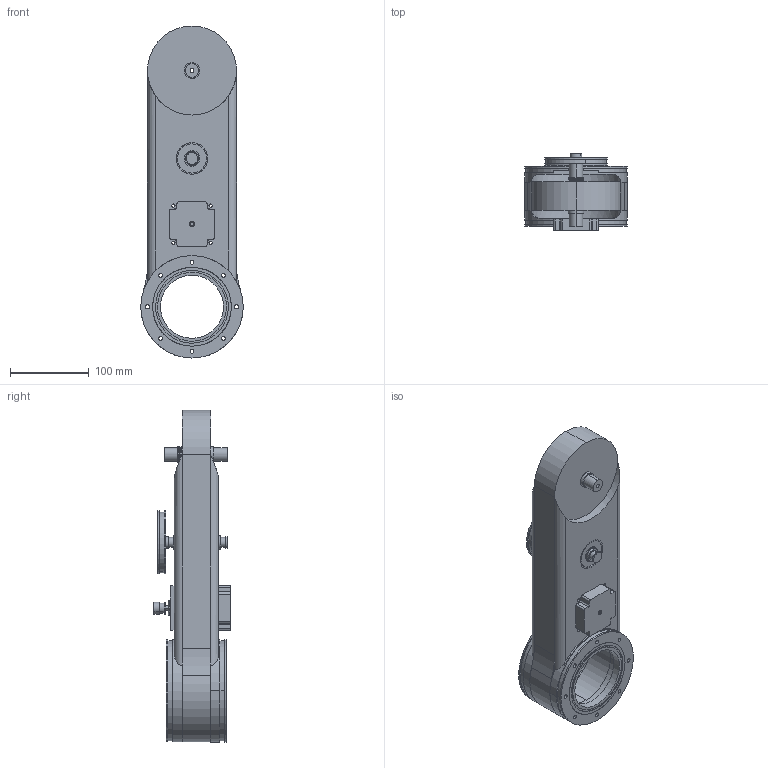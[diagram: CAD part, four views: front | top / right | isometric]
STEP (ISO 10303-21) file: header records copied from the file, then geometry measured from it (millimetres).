
FILE_DESCRIPTION (( 'STEP AP214' ), '1' );
FILE_NAME ('j2.STEP', '2023-08-01T19:20:31', ( 'hp' ), ( 'HP' ), 'SwSTEP 2.0', 'SolidWorks 2021', '' );
FILE_SCHEMA (( 'AUTOMOTIVE_DESIGN' ));
Length unit declared in the file: centimetre
Products named in the file (10): 6203; gt2 plane; part19 plane; part2 plane; Part20; 6816 bearing; nema 23 shaft; Arm1; j2; nema 23
Assembly tree (12 placements, depth 2):
  j2
    6816 bearing  x2
    Arm1
    part2 plane  x2
    gt2 plane
    nema 23
    nema 23 shaft
    part19 plane
    Part20
    6203  x2
Bounding box: 130 x 97 x 421.5 mm (x, y, z)
Volume: 2237084.7 mm3; surface area: 307360.5 mm2
Topology: 12 solids, 12 shells, 398 faces, 997 edges, 657 vertices
Faces by surface type: cylinder 287, plane 98, bspline 7, torus 6
Entity records: 18476 total; most frequent: CARTESIAN_POINT 10029, DIRECTION 1696, ORIENTED_EDGE 1694, EDGE_CURVE 847, AXIS2_PLACEMENT_3D 680, VERTEX_POINT 557, EDGE_LOOP 422, CIRCLE 341
